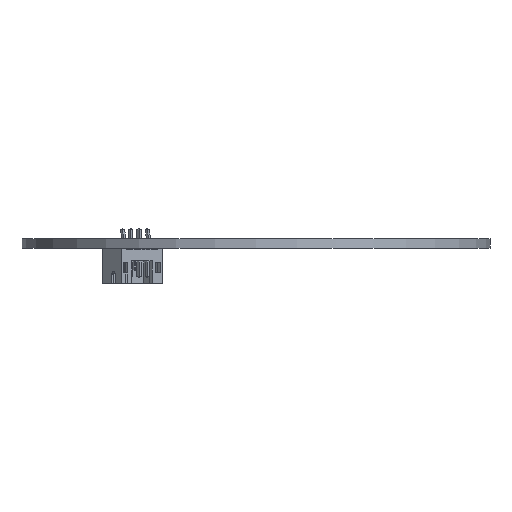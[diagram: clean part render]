
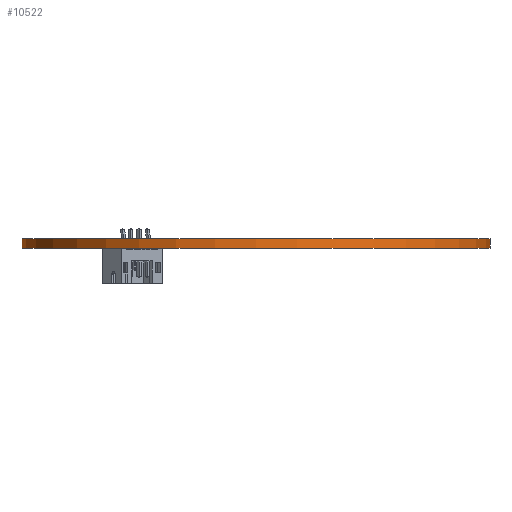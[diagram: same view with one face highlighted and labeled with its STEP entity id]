
A CAD part, front view. The second image highlights one B-rep face of the part: STEP entity #10522.
In plain terms, the highlighted cylindrical face has radius 40 mm (diameter 80 mm), a full revolution.
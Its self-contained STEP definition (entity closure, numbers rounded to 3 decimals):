
#10522 = ADVANCED_FACE('',(#10523),#10537,.T.);
#10523 = FACE_BOUND('',#10524,.F.);
#10524 = EDGE_LOOP('',(#10525,#10555,#10582,#10583));
#10525 = ORIENTED_EDGE('',*,*,#10526,.T.);
#10526 = EDGE_CURVE('',#10527,#10529,#10531,.T.);
#10527 = VERTEX_POINT('',#10528);
#10528 = CARTESIAN_POINT('',(40.,0.,0.));
#10529 = VERTEX_POINT('',#10530);
#10530 = CARTESIAN_POINT('',(40.,0.,1.6));
#10531 = SEAM_CURVE('',#10532,(#10536,#10548),.PCURVE_S1.);
#10532 = LINE('',#10533,#10534);
#10533 = CARTESIAN_POINT('',(40.,0.,0.));
#10534 = VECTOR('',#10535,1.);
#10535 = DIRECTION('',(0.,0.,1.));
#10536 = PCURVE('',#10537,#10542);
#10537 = CYLINDRICAL_SURFACE('',#10538,40.);
#10538 = AXIS2_PLACEMENT_3D('',#10539,#10540,#10541);
#10539 = CARTESIAN_POINT('',(0.,0.,0.));
#10540 = DIRECTION('',(0.,0.,-1.));
#10541 = DIRECTION('',(1.,0.,0.));
#10542 = DEFINITIONAL_REPRESENTATION('',(#10543),#10547);
#10543 = LINE('',#10544,#10545);
#10544 = CARTESIAN_POINT('',(0.,0.));
#10545 = VECTOR('',#10546,1.);
#10546 = DIRECTION('',(0.,-1.));
#10547 = ( GEOMETRIC_REPRESENTATION_CONTEXT(2) 
PARAMETRIC_REPRESENTATION_CONTEXT() REPRESENTATION_CONTEXT('2D SPACE',''
  ) );
#10548 = PCURVE('',#10537,#10549);
#10549 = DEFINITIONAL_REPRESENTATION('',(#10550),#10554);
#10550 = LINE('',#10551,#10552);
#10551 = CARTESIAN_POINT('',(-6.283,0.));
#10552 = VECTOR('',#10553,1.);
#10553 = DIRECTION('',(0.,-1.));
#10554 = ( GEOMETRIC_REPRESENTATION_CONTEXT(2) 
PARAMETRIC_REPRESENTATION_CONTEXT() REPRESENTATION_CONTEXT('2D SPACE',''
  ) );
#10555 = ORIENTED_EDGE('',*,*,#10556,.T.);
#10556 = EDGE_CURVE('',#10529,#10529,#10557,.T.);
#10557 = SURFACE_CURVE('',#10558,(#10563,#10570),.PCURVE_S1.);
#10558 = CIRCLE('',#10559,40.);
#10559 = AXIS2_PLACEMENT_3D('',#10560,#10561,#10562);
#10560 = CARTESIAN_POINT('',(0.,0.,1.6));
#10561 = DIRECTION('',(0.,0.,1.));
#10562 = DIRECTION('',(1.,0.,0.));
#10563 = PCURVE('',#10537,#10564);
#10564 = DEFINITIONAL_REPRESENTATION('',(#10565),#10569);
#10565 = LINE('',#10566,#10567);
#10566 = CARTESIAN_POINT('',(0.,-1.6));
#10567 = VECTOR('',#10568,1.);
#10568 = DIRECTION('',(-1.,0.));
#10569 = ( GEOMETRIC_REPRESENTATION_CONTEXT(2) 
PARAMETRIC_REPRESENTATION_CONTEXT() REPRESENTATION_CONTEXT('2D SPACE',''
  ) );
#10570 = PCURVE('',#10571,#10576);
#10571 = PLANE('',#10572);
#10572 = AXIS2_PLACEMENT_3D('',#10573,#10574,#10575);
#10573 = CARTESIAN_POINT('',(0.,0.,
    1.6));
#10574 = DIRECTION('',(0.,0.,1.));
#10575 = DIRECTION('',(1.,0.,0.));
#10576 = DEFINITIONAL_REPRESENTATION('',(#10577),#10581);
#10577 = CIRCLE('',#10578,40.);
#10578 = AXIS2_PLACEMENT_2D('',#10579,#10580);
#10579 = CARTESIAN_POINT('',(0.,0.));
#10580 = DIRECTION('',(1.,0.));
#10581 = ( GEOMETRIC_REPRESENTATION_CONTEXT(2) 
PARAMETRIC_REPRESENTATION_CONTEXT() REPRESENTATION_CONTEXT('2D SPACE',''
  ) );
#10582 = ORIENTED_EDGE('',*,*,#10526,.F.);
#10583 = ORIENTED_EDGE('',*,*,#10584,.F.);
#10584 = EDGE_CURVE('',#10527,#10527,#10585,.T.);
#10585 = SURFACE_CURVE('',#10586,(#10591,#10598),.PCURVE_S1.);
#10586 = CIRCLE('',#10587,40.);
#10587 = AXIS2_PLACEMENT_3D('',#10588,#10589,#10590);
#10588 = CARTESIAN_POINT('',(0.,0.,0.));
#10589 = DIRECTION('',(0.,0.,1.));
#10590 = DIRECTION('',(1.,0.,0.));
#10591 = PCURVE('',#10537,#10592);
#10592 = DEFINITIONAL_REPRESENTATION('',(#10593),#10597);
#10593 = LINE('',#10594,#10595);
#10594 = CARTESIAN_POINT('',(0.,0.));
#10595 = VECTOR('',#10596,1.);
#10596 = DIRECTION('',(-1.,0.));
#10597 = ( GEOMETRIC_REPRESENTATION_CONTEXT(2) 
PARAMETRIC_REPRESENTATION_CONTEXT() REPRESENTATION_CONTEXT('2D SPACE',''
  ) );
#10598 = PCURVE('',#10599,#10604);
#10599 = PLANE('',#10600);
#10600 = AXIS2_PLACEMENT_3D('',#10601,#10602,#10603);
#10601 = CARTESIAN_POINT('',(0.,0.,
    0.));
#10602 = DIRECTION('',(0.,0.,1.));
#10603 = DIRECTION('',(1.,0.,0.));
#10604 = DEFINITIONAL_REPRESENTATION('',(#10605),#10609);
#10605 = CIRCLE('',#10606,40.);
#10606 = AXIS2_PLACEMENT_2D('',#10607,#10608);
#10607 = CARTESIAN_POINT('',(0.,0.));
#10608 = DIRECTION('',(1.,0.));
#10609 = ( GEOMETRIC_REPRESENTATION_CONTEXT(2) 
PARAMETRIC_REPRESENTATION_CONTEXT() REPRESENTATION_CONTEXT('2D SPACE',''
  ) );
